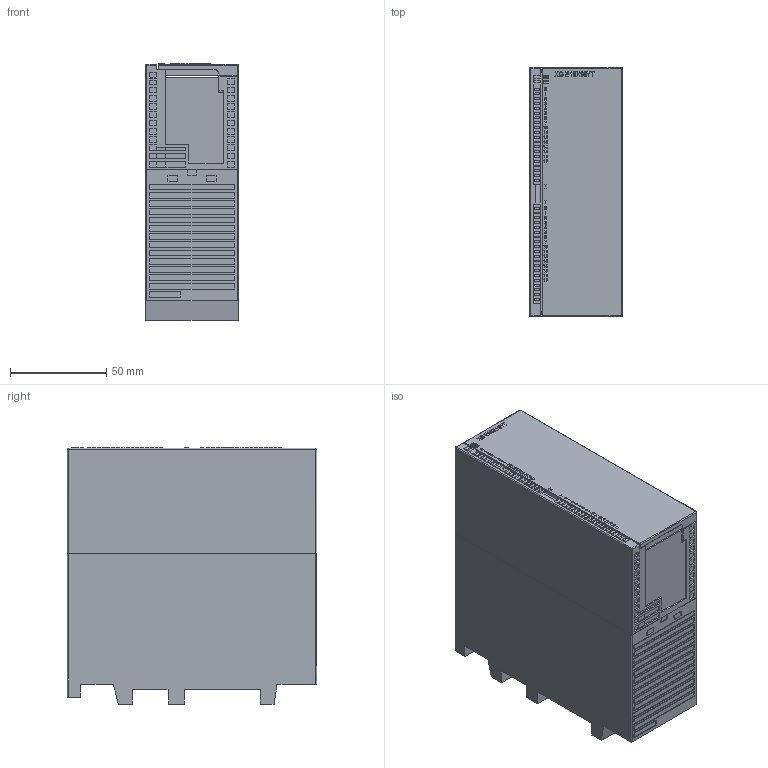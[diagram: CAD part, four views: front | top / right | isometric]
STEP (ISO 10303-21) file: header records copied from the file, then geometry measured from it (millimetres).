
FILE_DESCRIPTION(/* description */ (''),/* implementation_level */ '2;1');
FILE_NAME(/* name */ 'XG-E16~1',/* time_stamp */ '2022-09-12T13:57:35+08:00',/* author */ (''),/* organization */ (''),/* preprocessor_version */ 'ST-DEVELOPER v16.5',/* originating_system */ '',/* authorisation */ '');
FILE_SCHEMA (('CONFIG_CONTROL_DESIGN'));
Length unit declared in the file: millimetre
Products named in the file (1): Document
Bounding box: 48 x 130 x 133.43 mm (x, y, z)
Volume: 764853.2 mm3; surface area: 88250.6 mm2
Topology: 1 solids, 68 shells, 1675 faces, 5609 edges, 4039 vertices
Faces by surface type: plane 1499, bspline 116, cylinder 60
Entity records: 59571 total; most frequent: CARTESIAN_POINT 24038, ORIENTED_EDGE 10237, EDGE_CURVE 5606, B_SPLINE_CURVE_WITH_KNOTS 5269, VERTEX_POINT 4039, EDGE_LOOP 1896, ADVANCED_FACE 1675, FACE_OUTER_BOUND 1675
